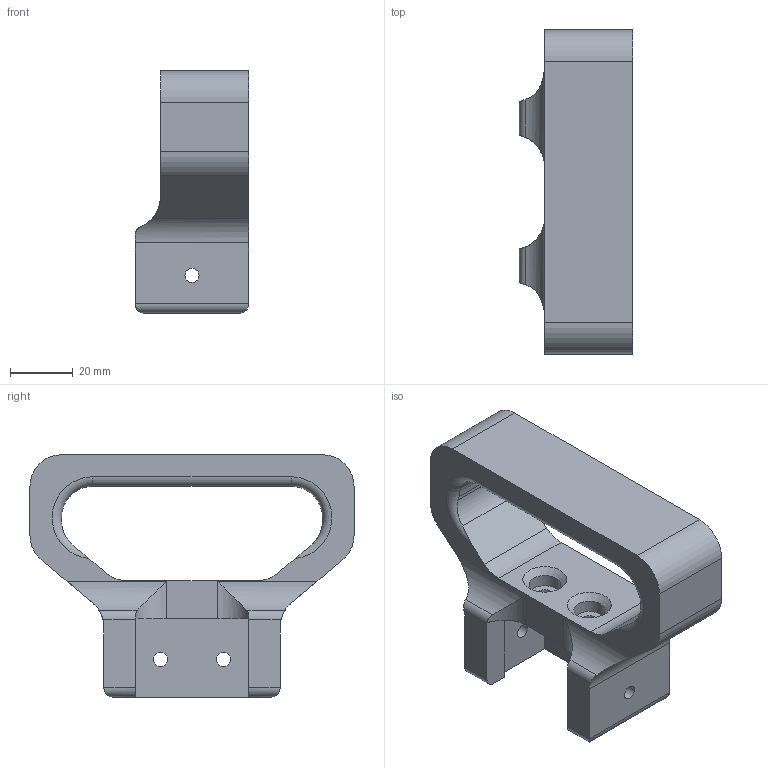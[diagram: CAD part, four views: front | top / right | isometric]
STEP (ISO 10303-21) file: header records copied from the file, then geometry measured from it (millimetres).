
FILE_DESCRIPTION(/* description */ (''),/* implementation_level */ '2;1');
FILE_NAME(/* name */ 'maniglia.stp',/* time_stamp */ '2025-12-05T20:53:17+01:00',/* author */ ('R5800u'),/* organization */ (''),/* preprocessor_version */ 'ST-DEVELOPER v20',/* originating_system */ 'Autodesk Inventor 2025',/* authorisation */ '');
FILE_SCHEMA (('AUTOMOTIVE_DESIGN { 1 0 10303 214 3 1 1 }'));
Length unit declared in the file: millimetre
Products named in the file (1): maniglia
Bounding box: 36 x 102.9 x 77 mm (x, y, z)
Volume: 93466.6 mm3; surface area: 25186.7 mm2
Topology: 1 solids, 1 shells, 67 faces, 181 edges, 118 vertices
Faces by surface type: cylinder 33, plane 28, torus 4, cone 2
Full cylindrical faces by diameter (mm): 4.5 x4, 5.5 x2, 10 x2
Entity records: 2290 total; most frequent: CARTESIAN_POINT 509, ORIENTED_EDGE 362, DIRECTION 361, EDGE_CURVE 181, AXIS2_PLACEMENT_3D 130, VERTEX_POINT 118, LINE 101, VECTOR 101
